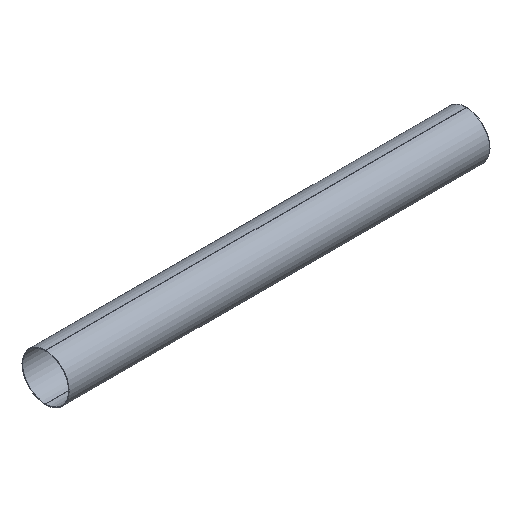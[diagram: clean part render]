
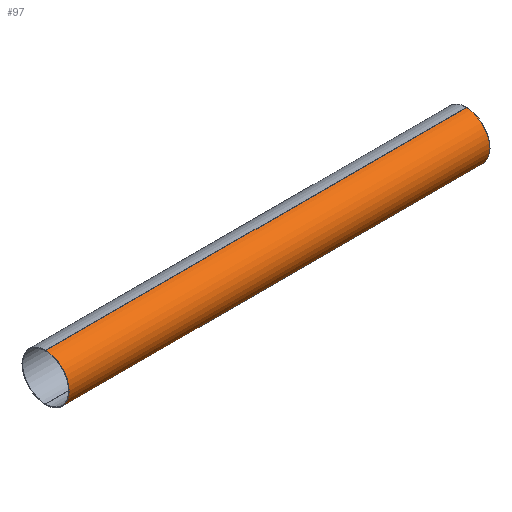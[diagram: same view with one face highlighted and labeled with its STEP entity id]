
A CAD part, isometric view. The second image highlights one B-rep face of the part: STEP entity #97.
In plain terms, the highlighted cylindrical face has radius 280 mm (diameter 560 mm), a partial arc.
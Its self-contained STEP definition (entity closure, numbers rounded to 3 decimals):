
#53 = VERTEX_POINT( '', #125 );
#57 = VERTEX_POINT( '', #129 );
#69 = EDGE_CURVE( '', #57, #85, #142, .T. );
#71 = VERTEX_POINT( '', #144 );
#73 = EDGE_CURVE( '', #85, #53, #146, .T. );
#85 = VERTEX_POINT( '', #161 );
#97 = ADVANCED_FACE( '', ( #174 ), #175, .T. );
#99 = EDGE_CURVE( '', #53, #71, #177, .T. );
#101 = EDGE_CURVE( '', #71, #57, #179, .T. );
#125 = CARTESIAN_POINT( '', ( 5000., 0., -280. ) );
#129 = CARTESIAN_POINT( '', ( 0., 0., 280. ) );
#142 = CIRCLE( '', #215, 280. );
#144 = CARTESIAN_POINT( '', ( 5000., 0., 280. ) );
#146 = LINE( '', #220, #221 );
#161 = CARTESIAN_POINT( '', ( 0., 0., -280. ) );
#174 = FACE_OUTER_BOUND( '', #253, .T. );
#175 = CYLINDRICAL_SURFACE( '', #254, 280. );
#177 = CIRCLE( '', #257, 280. );
#179 = LINE( '', #260, #261 );
#215 = AXIS2_PLACEMENT_3D( '', #293, #294, #295 );
#220 = CARTESIAN_POINT( '', ( 0., 0., -280. ) );
#221 = VECTOR( '', #296, 1. );
#253 = EDGE_LOOP( '', ( #329, #330, #331, #332 ) );
#254 = AXIS2_PLACEMENT_3D( '', #333, #334, #335 );
#257 = AXIS2_PLACEMENT_3D( '', #336, #337, #338 );
#260 = CARTESIAN_POINT( '', ( 0., 0., 280. ) );
#261 = VECTOR( '', #339, 1. );
#293 = CARTESIAN_POINT( '', ( 0., 0., 0. ) );
#294 = DIRECTION( '', ( 1., 0., 0. ) );
#295 = DIRECTION( '', ( 0., 0., -1. ) );
#296 = DIRECTION( '', ( 1., 0., 0. ) );
#329 = ORIENTED_EDGE( '', *, *, #73, .T. );
#330 = ORIENTED_EDGE( '', *, *, #99, .T. );
#331 = ORIENTED_EDGE( '', *, *, #101, .T. );
#332 = ORIENTED_EDGE( '', *, *, #69, .T. );
#333 = CARTESIAN_POINT( '', ( 0., 0., 0. ) );
#334 = DIRECTION( '', ( -1., 0., 0. ) );
#335 = DIRECTION( '', ( 0., 0., -1. ) );
#336 = CARTESIAN_POINT( '', ( 5000., 0., 0. ) );
#337 = DIRECTION( '', ( -1., 0., 0. ) );
#338 = DIRECTION( '', ( 0., 0., -1. ) );
#339 = DIRECTION( '', ( -1., 0., 0. ) );
